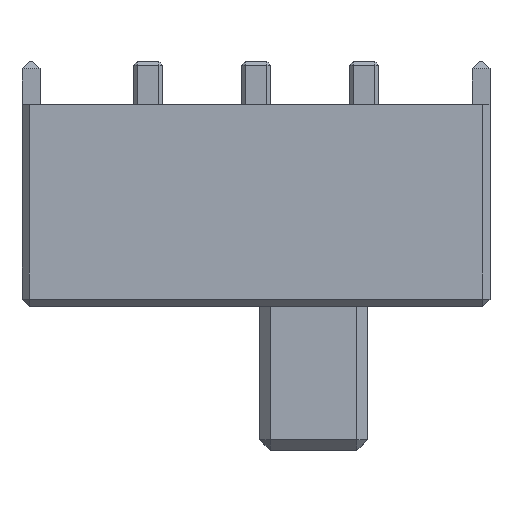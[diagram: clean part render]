
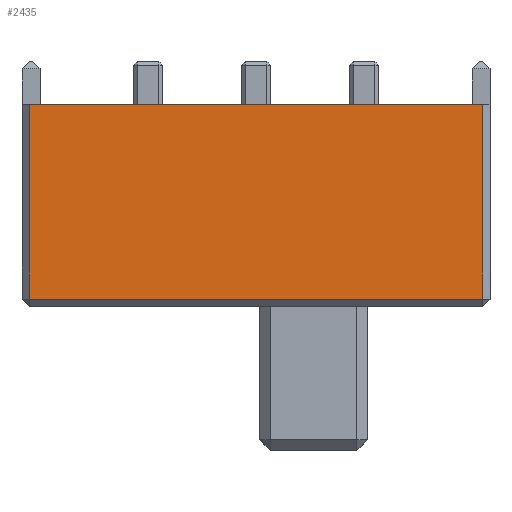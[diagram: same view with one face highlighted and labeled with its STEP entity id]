
A CAD part, top view. The second image highlights one B-rep face of the part: STEP entity #2435.
In plain terms, the highlighted planar face has unit normal (0, 0, 1).
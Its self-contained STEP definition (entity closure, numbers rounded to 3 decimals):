
#73=FACE_OUTER_BOUND('',#234,.T.);
#234=EDGE_LOOP('',(#1738,#1739,#1740,#1741));
#447=LINE('',#3591,#785);
#453=LINE('',#3602,#791);
#456=LINE('',#3607,#794);
#462=LINE('',#3619,#800);
#785=VECTOR('',#2910,10.);
#791=VECTOR('',#2922,10.);
#794=VECTOR('',#2927,10.);
#800=VECTOR('',#2939,10.);
#1082=VERTEX_POINT('',#3579);
#1085=VERTEX_POINT('',#3589);
#1086=VERTEX_POINT('',#3594);
#1088=VERTEX_POINT('',#3605);
#1311=EDGE_CURVE('',#1085,#1082,#447,.T.);
#1317=EDGE_CURVE('',#1082,#1086,#453,.T.);
#1320=EDGE_CURVE('',#1086,#1088,#456,.T.);
#1326=EDGE_CURVE('',#1085,#1088,#462,.T.);
#1738=ORIENTED_EDGE('',*,*,#1320,.F.);
#1739=ORIENTED_EDGE('',*,*,#1317,.F.);
#1740=ORIENTED_EDGE('',*,*,#1311,.F.);
#1741=ORIENTED_EDGE('',*,*,#1326,.T.);
#2274=PLANE('',#2614);
#2435=ADVANCED_FACE('',(#73),#2274,.T.);
#2614=AXIS2_PLACEMENT_3D('',#3618,#2937,#2938);
#2910=DIRECTION('',(0.,-1.,0.));
#2922=DIRECTION('',(-1.,0.,0.));
#2927=DIRECTION('',(0.,1.,0.));
#2937=DIRECTION('center_axis',(0.,0.,1.));
#2938=DIRECTION('ref_axis',(1.,0.,0.));
#2939=DIRECTION('',(-1.,0.,0.));
#3579=CARTESIAN_POINT('',(6.3,0.2,5.6));
#3589=CARTESIAN_POINT('',(6.3,5.6,5.6));
#3591=CARTESIAN_POINT('',(6.3,1.4,5.6));
#3594=CARTESIAN_POINT('',(-6.3,0.2,5.6));
#3602=CARTESIAN_POINT('',(-3.25,0.2,5.6));
#3605=CARTESIAN_POINT('',(-6.3,5.6,5.6));
#3607=CARTESIAN_POINT('',(-6.3,4.2,5.6));
#3618=CARTESIAN_POINT('Origin',(0.,2.8,5.6));
#3619=CARTESIAN_POINT('',(-6.5,5.6,5.6));
